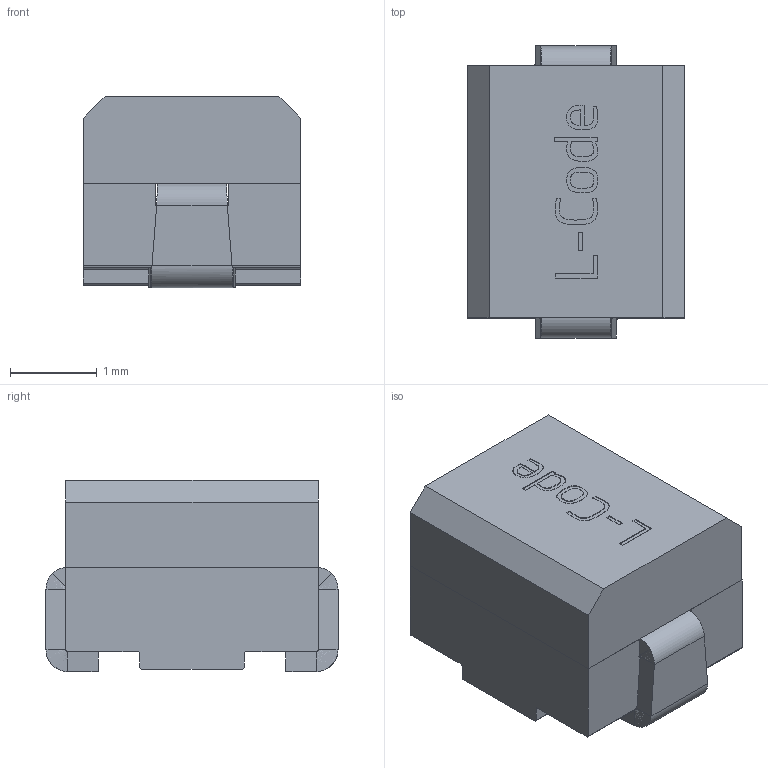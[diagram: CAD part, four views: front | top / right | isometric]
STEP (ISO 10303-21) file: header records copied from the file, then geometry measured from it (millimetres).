
FILE_DESCRIPTION(/* description */ ('Unknown'),/* implementation_level */ '2;1');
FILE_NAME(/* name */ 'IndGFH_3225',/* time_stamp */ '2025-04-03T10:04:53+02:00',/* author */ ('Unknown'),/* organization */ ('Unknown'),/* preprocessor_version */ 'ST-DEVELOPER v19.4',/* originating_system */ 'Solid Edge',/* authorisation */ 'Unknown');
FILE_SCHEMA (('AUTOMOTIVE_DESIGN {1 0 10303 214 3 1 1}'));
Length unit declared in the file: millimetre
Products named in the file (4): IndGFH_3225; Housing; Contact Pin; Cover
Assembly tree (3 placements, depth 2):
  IndGFH_3225
    Housing
    Contact Pin
    Cover
Bounding box: 2.5 x 3.36 x 2.2 mm (x, y, z)
Volume: 15.3 mm3; surface area: 64.7 mm2
Topology: 3 solids, 3 shells, 111 faces, 261 edges, 166 vertices
Faces by surface type: plane 75, bspline 19, cylinder 17
Full cylindrical faces by diameter (mm): 0.8 x1
Entity records: 4005 total; most frequent: CARTESIAN_POINT 1228, ORIENTED_EDGE 516, DIRECTION 396, EDGE_CURVE 258, VERTEX_POINT 166, LINE 152, VECTOR 152, EDGE_LOOP 124
